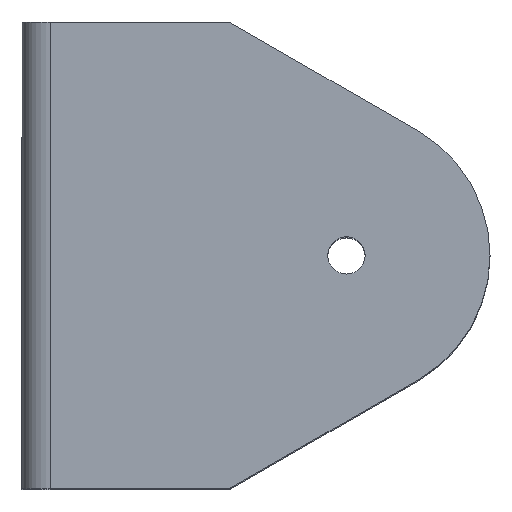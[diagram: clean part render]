
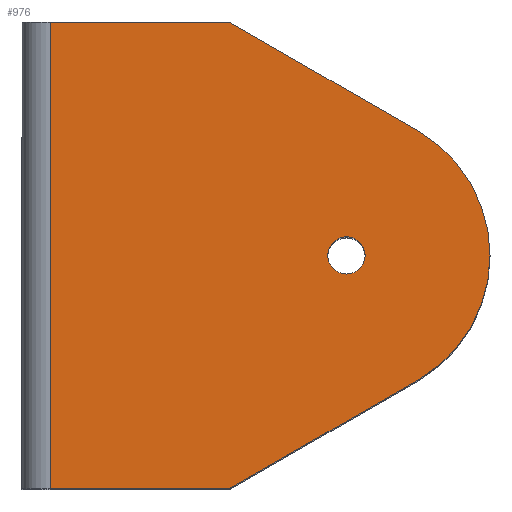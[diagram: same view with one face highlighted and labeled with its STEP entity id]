
A CAD part, top view. The second image highlights one B-rep face of the part: STEP entity #976.
In plain terms, the highlighted planar face has unit normal (0, 0, 1).
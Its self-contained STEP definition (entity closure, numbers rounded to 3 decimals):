
#36 = VECTOR ( 'NONE', #156, 1000. ) ;
#41 = CARTESIAN_POINT ( 'NONE',  ( 3.25, 0., 57.5 ) ) ;
#47 = DIRECTION ( 'NONE',  ( -1., 0., 0. ) ) ;
#59 = EDGE_CURVE ( 'NONE', #747, #368, #298, .T. ) ;
#78 = ORIENTED_EDGE ( 'NONE', *, *, #972, .F. ) ;
#89 = VECTOR ( 'NONE', #468, 1000. ) ;
#94 = ORIENTED_EDGE ( 'NONE', *, *, #773, .F. ) ;
#96 = ORIENTED_EDGE ( 'NONE', *, *, #346, .T. ) ;
#98 = ORIENTED_EDGE ( 'NONE', *, *, #134, .T. ) ;
#99 = AXIS2_PLACEMENT_3D ( 'NONE', #784, #500, #47 ) ;
#108 = ORIENTED_EDGE ( 'NONE', *, *, #422, .T. ) ;
#115 = DIRECTION ( 'NONE',  ( 0.866, 0.5, 0. ) ) ;
#134 = EDGE_CURVE ( 'NONE', #357, #654, #925, .T. ) ;
#141 = PLANE ( 'NONE',  #99 ) ;
#156 = DIRECTION ( 'NONE',  ( 1., 0., 0. ) ) ;
#197 = ORIENTED_EDGE ( 'NONE', *, *, #530, .T. ) ;
#209 = CARTESIAN_POINT ( 'NONE',  ( -20.321, -40.6, 57.5 ) ) ;
#251 = LINE ( 'NONE', #893, #89 ) ;
#253 = AXIS2_PLACEMENT_3D ( 'NONE', #507, #502, #469 ) ;
#267 = EDGE_LOOP ( 'NONE', ( #94, #78 ) ) ;
#298 = LINE ( 'NONE', #516, #317 ) ;
#301 = LINE ( 'NONE', #594, #36 ) ;
#304 = CARTESIAN_POINT ( 'NONE',  ( 0., 0., 57.5 ) ) ;
#317 = VECTOR ( 'NONE', #402, 1000. ) ;
#330 = CIRCLE ( 'NONE', #907, 3.25 ) ;
#339 = CARTESIAN_POINT ( 'NONE',  ( 25., 40.6, 57.5 ) ) ;
#346 = EDGE_CURVE ( 'NONE', #672, #357, #301, .T. ) ;
#350 = DIRECTION ( 'NONE',  ( 0., 0., 1. ) ) ;
#357 = VERTEX_POINT ( 'NONE', #209 ) ;
#359 = AXIS2_PLACEMENT_3D ( 'NONE', #304, #350, #579 ) ;
#368 = VERTEX_POINT ( 'NONE', #729 ) ;
#402 = DIRECTION ( 'NONE',  ( -0.866, 0.5, 0. ) ) ;
#404 = CIRCLE ( 'NONE', #253, 3.25 ) ;
#422 = EDGE_CURVE ( 'NONE', #654, #747, #817, .T. ) ;
#432 = DIRECTION ( 'NONE',  ( 0., 0., 1. ) ) ;
#444 = LINE ( 'NONE', #339, #610 ) ;
#463 = CARTESIAN_POINT ( 'NONE',  ( -3.25, 0., 57.5 ) ) ;
#468 = DIRECTION ( 'NONE',  ( 0., -1., 0. ) ) ;
#469 = DIRECTION ( 'NONE',  ( -1., 0., 0. ) ) ;
#473 = CARTESIAN_POINT ( 'NONE',  ( 12.5, -21.651, 57.5 ) ) ;
#489 = DIRECTION ( 'NONE',  ( 1., 0., 0. ) ) ;
#494 = ORIENTED_EDGE ( 'NONE', *, *, #862, .F. ) ;
#500 = DIRECTION ( 'NONE',  ( 0., 0., -1. ) ) ;
#502 = DIRECTION ( 'NONE',  ( 0., 0., 1. ) ) ;
#507 = CARTESIAN_POINT ( 'NONE',  ( 0., 0., 57.5 ) ) ;
#516 = CARTESIAN_POINT ( 'NONE',  ( -20.321, 40.6, 57.5 ) ) ;
#530 = EDGE_CURVE ( 'NONE', #874, #672, #251, .T. ) ;
#545 = FACE_OUTER_BOUND ( 'NONE', #914, .T. ) ;
#559 = CARTESIAN_POINT ( 'NONE',  ( -51.5, 40.6, 57.5 ) ) ;
#579 = DIRECTION ( 'NONE',  ( -1., 0., 0. ) ) ;
#594 = CARTESIAN_POINT ( 'NONE',  ( 25., -40.6, 57.5 ) ) ;
#610 = VECTOR ( 'NONE', #489, 1000. ) ;
#654 = VERTEX_POINT ( 'NONE', #473 ) ;
#672 = VERTEX_POINT ( 'NONE', #818 ) ;
#698 = VERTEX_POINT ( 'NONE', #41 ) ;
#729 = CARTESIAN_POINT ( 'NONE',  ( -20.321, 40.6, 57.5 ) ) ;
#744 = CARTESIAN_POINT ( 'NONE',  ( -20.321, -40.6, 57.5 ) ) ;
#747 = VERTEX_POINT ( 'NONE', #776 ) ;
#773 = EDGE_CURVE ( 'NONE', #791, #698, #404, .T. ) ;
#776 = CARTESIAN_POINT ( 'NONE',  ( 12.5, 21.651, 57.5 ) ) ;
#784 = CARTESIAN_POINT ( 'NONE',  ( 25., 40.6, 57.5 ) ) ;
#791 = VERTEX_POINT ( 'NONE', #463 ) ;
#814 = ORIENTED_EDGE ( 'NONE', *, *, #59, .T. ) ;
#817 = CIRCLE ( 'NONE', #359, 25. ) ;
#818 = CARTESIAN_POINT ( 'NONE',  ( -51.5, -40.6, 57.5 ) ) ;
#860 = CARTESIAN_POINT ( 'NONE',  ( 0., 0., 57.5 ) ) ;
#862 = EDGE_CURVE ( 'NONE', #874, #368, #444, .T. ) ;
#874 = VERTEX_POINT ( 'NONE', #559 ) ;
#893 = CARTESIAN_POINT ( 'NONE',  ( -51.5, 40.6, 57.5 ) ) ;
#897 = VECTOR ( 'NONE', #115, 1000. ) ;
#907 = AXIS2_PLACEMENT_3D ( 'NONE', #860, #432, #963 ) ;
#914 = EDGE_LOOP ( 'NONE', ( #96, #98, #108, #814, #494, #197 ) ) ;
#925 = LINE ( 'NONE', #744, #897 ) ;
#930 = FACE_BOUND ( 'NONE', #267, .T. ) ;
#963 = DIRECTION ( 'NONE',  ( -1., 0., 0. ) ) ;
#972 = EDGE_CURVE ( 'NONE', #698, #791, #330, .T. ) ;
#976 = ADVANCED_FACE ( 'NONE', ( #930, #545 ), #141, .F. ) ;
